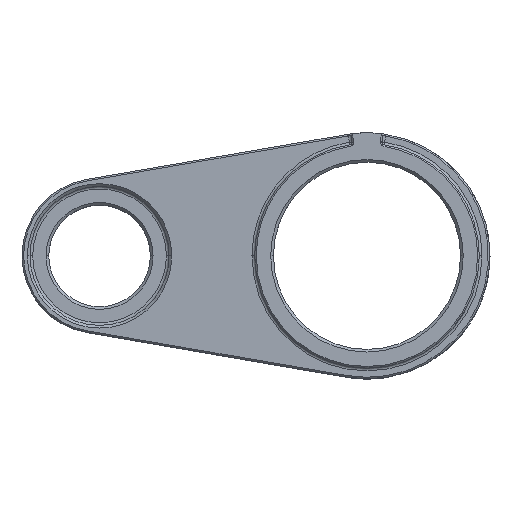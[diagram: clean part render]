
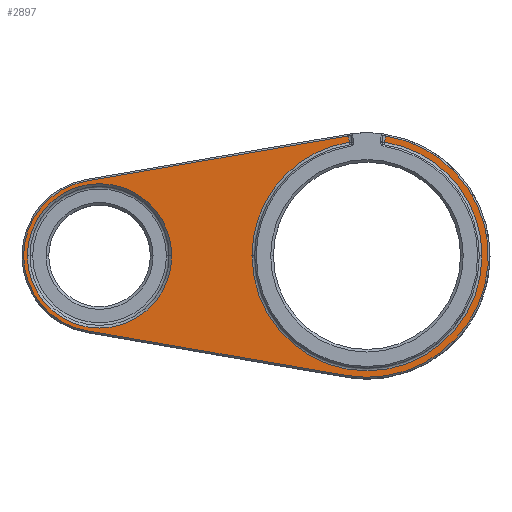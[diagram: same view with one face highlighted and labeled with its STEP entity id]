
A CAD part, top view. The second image highlights one B-rep face of the part: STEP entity #2897.
In plain terms, the highlighted planar face has unit normal (0, 0, 1).
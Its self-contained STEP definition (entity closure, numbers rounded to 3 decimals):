
#100 = CARTESIAN_POINT ( 'NONE',  ( -1.348, 6.405, 13. ) ) ;
#133 = VERTEX_POINT ( 'NONE', #1380 ) ;
#145 = CARTESIAN_POINT ( 'NONE',  ( -52.414, 13.993, 13. ) ) ;
#151 = DIRECTION ( 'NONE',  ( 0., 0., 1. ) ) ;
#170 = LINE ( 'NONE', #4072, #2392 ) ;
#257 = ORIENTED_EDGE ( 'NONE', *, *, #1951, .T. ) ;
#259 = AXIS2_PLACEMENT_3D ( 'NONE', #2325, #1474, #1147 ) ;
#261 = CARTESIAN_POINT ( 'NONE',  ( -21.5, 0., 13. ) ) ;
#295 = ORIENTED_EDGE ( 'NONE', *, *, #1681, .T. ) ;
#346 = VECTOR ( 'NONE', #2759, 1000. ) ;
#380 = DIRECTION ( 'NONE',  ( 0., 0., -1. ) ) ;
#405 = DIRECTION ( 'NONE',  ( 1., 0., 0. ) ) ;
#476 = CARTESIAN_POINT ( 'NONE',  ( 0., 0., 13. ) ) ;
#574 = EDGE_CURVE ( 'NONE', #1104, #3045, #3313, .T. ) ;
#613 = DIRECTION ( 'NONE',  ( 1., 0., 0. ) ) ;
#639 = DIRECTION ( 'NONE',  ( 1., 0., 0. ) ) ;
#777 = EDGE_CURVE ( 'NONE', #1124, #2755, #1840, .T. ) ;
#833 = CARTESIAN_POINT ( 'NONE',  ( -63.5, 0., 13. ) ) ;
#838 = AXIS2_PLACEMENT_3D ( 'NONE', #2574, #2516, #639 ) ;
#843 = VERTEX_POINT ( 'NONE', #833 ) ;
#860 = VERTEX_POINT ( 'NONE', #3094 ) ;
#937 = EDGE_CURVE ( 'NONE', #3894, #1124, #4125, .T. ) ;
#974 = CIRCLE ( 'NONE', #4161, 21.5 ) ;
#981 = VERTEX_POINT ( 'NONE', #261 ) ;
#1035 = EDGE_CURVE ( 'NONE', #2520, #3987, #3937, .T. ) ;
#1073 = DIRECTION ( 'NONE',  ( 1., 0., 0. ) ) ;
#1101 = VECTOR ( 'NONE', #3979, 1000. ) ;
#1104 = VERTEX_POINT ( 'NONE', #2312 ) ;
#1124 = VERTEX_POINT ( 'NONE', #3908 ) ;
#1138 = CARTESIAN_POINT ( 'NONE',  ( 21.5, 0., 13. ) ) ;
#1146 = ORIENTED_EDGE ( 'NONE', *, *, #3866, .T. ) ;
#1147 = DIRECTION ( 'NONE',  ( 1., 0., 0. ) ) ;
#1224 = VERTEX_POINT ( 'NONE', #2063 ) ;
#1239 = CARTESIAN_POINT ( 'NONE',  ( -64.2, 0., 13. ) ) ;
#1247 = ORIENTED_EDGE ( 'NONE', *, *, #937, .T. ) ;
#1352 = ORIENTED_EDGE ( 'NONE', *, *, #3975, .T. ) ;
#1361 = AXIS2_PLACEMENT_3D ( 'NONE', #2861, #4188, #613 ) ;
#1373 = AXIS2_PLACEMENT_3D ( 'NONE', #2285, #1992, #3194 ) ;
#1380 = CARTESIAN_POINT ( 'NONE',  ( -3.301, 21.245, 13. ) ) ;
#1395 = DIRECTION ( 'NONE',  ( 1., 0., 0. ) ) ;
#1397 = CARTESIAN_POINT ( 'NONE',  ( -52.414, 13.993, 13. ) ) ;
#1414 = CARTESIAN_POINT ( 'NONE',  ( -50., 0., 13. ) ) ;
#1427 = AXIS2_PLACEMENT_3D ( 'NONE', #3082, #2117, #4118 ) ;
#1474 = DIRECTION ( 'NONE',  ( 0., 0., 1. ) ) ;
#1502 = VECTOR ( 'NONE', #3179, 1000. ) ;
#1574 = CIRCLE ( 'NONE', #3739, 21.5 ) ;
#1578 = CIRCLE ( 'NONE', #1641, 13.5 ) ;
#1641 = AXIS2_PLACEMENT_3D ( 'NONE', #1414, #2726, #405 ) ;
#1681 = EDGE_CURVE ( 'NONE', #3987, #3894, #1851, .T. ) ;
#1686 = DIRECTION ( 'NONE',  ( 0., 0., 1. ) ) ;
#1687 = DIRECTION ( 'NONE',  ( 0., 0., -1. ) ) ;
#1733 = FACE_OUTER_BOUND ( 'NONE', #2636, .T. ) ;
#1741 = EDGE_CURVE ( 'NONE', #843, #4153, #1578, .T. ) ;
#1783 = DIRECTION ( 'NONE',  ( 1., 0., 0. ) ) ;
#1840 = CIRCLE ( 'NONE', #259, 22.7 ) ;
#1851 = CIRCLE ( 'NONE', #3467, 14.2 ) ;
#1951 = EDGE_CURVE ( 'NONE', #4153, #843, #3818, .T. ) ;
#1957 = ORIENTED_EDGE ( 'NONE', *, *, #574, .T. ) ;
#1982 = AXIS2_PLACEMENT_3D ( 'NONE', #3633, #1686, #1073 ) ;
#1992 = DIRECTION ( 'NONE',  ( 0., 0., -1. ) ) ;
#2033 = FACE_BOUND ( 'NONE', #2876, .T. ) ;
#2052 = LINE ( 'NONE', #100, #1101 ) ;
#2063 = CARTESIAN_POINT ( 'NONE',  ( -3.859, 22.37, 13. ) ) ;
#2117 = DIRECTION ( 'NONE',  ( 0., 0., -1. ) ) ;
#2127 = CIRCLE ( 'NONE', #838, 22.7 ) ;
#2188 = DIRECTION ( 'NONE',  ( -0.131, -0.991, 0. ) ) ;
#2285 = CARTESIAN_POINT ( 'NONE',  ( -50., 0., 13. ) ) ;
#2294 = CARTESIAN_POINT ( 'NONE',  ( -36.5, 0., 13. ) ) ;
#2312 = CARTESIAN_POINT ( 'NONE',  ( 3.301, 21.245, 13. ) ) ;
#2325 = CARTESIAN_POINT ( 'NONE',  ( 0., 0., 13. ) ) ;
#2392 = VECTOR ( 'NONE', #2188, 1000. ) ;
#2516 = DIRECTION ( 'NONE',  ( 0., 0., 1. ) ) ;
#2520 = VERTEX_POINT ( 'NONE', #1397 ) ;
#2553 = EDGE_CURVE ( 'NONE', #3045, #981, #1574, .T. ) ;
#2574 = CARTESIAN_POINT ( 'NONE',  ( 0., 0., 13. ) ) ;
#2600 = ORIENTED_EDGE ( 'NONE', *, *, #3084, .T. ) ;
#2631 = ORIENTED_EDGE ( 'NONE', *, *, #1035, .T. ) ;
#2636 = EDGE_LOOP ( 'NONE', ( #1247, #3283, #2600, #1957, #3354, #2956, #3350, #1352, #1146, #2631, #295 ) ) ;
#2726 = DIRECTION ( 'NONE',  ( 0., 0., -1. ) ) ;
#2755 = VERTEX_POINT ( 'NONE', #2935 ) ;
#2759 = DIRECTION ( 'NONE',  ( -0.985, -0.17, 0. ) ) ;
#2861 = CARTESIAN_POINT ( 'NONE',  ( -50., 0., 13. ) ) ;
#2876 = EDGE_LOOP ( 'NONE', ( #257, #3335 ) ) ;
#2897 = ADVANCED_FACE ( 'NONE', ( #2033, #1733 ), #3019, .T. ) ;
#2935 = CARTESIAN_POINT ( 'NONE',  ( 3.458, 22.435, 13. ) ) ;
#2956 = ORIENTED_EDGE ( 'NONE', *, *, #3419, .T. ) ;
#3019 = PLANE ( 'NONE',  #1982 ) ;
#3045 = VERTEX_POINT ( 'NONE', #1138 ) ;
#3056 = LINE ( 'NONE', #145, #346 ) ;
#3082 = CARTESIAN_POINT ( 'NONE',  ( 0., 0., 13. ) ) ;
#3084 = EDGE_CURVE ( 'NONE', #2755, #1104, #170, .T. ) ;
#3094 = CARTESIAN_POINT ( 'NONE',  ( -3.458, 22.435, 13. ) ) ;
#3097 = CARTESIAN_POINT ( 'NONE',  ( -52.414, -13.993, 13. ) ) ;
#3179 = DIRECTION ( 'NONE',  ( 0.985, -0.17, 0. ) ) ;
#3194 = DIRECTION ( 'NONE',  ( 1., 0., 0. ) ) ;
#3283 = ORIENTED_EDGE ( 'NONE', *, *, #777, .T. ) ;
#3297 = CARTESIAN_POINT ( 'NONE',  ( 0., 0., 13. ) ) ;
#3313 = CIRCLE ( 'NONE', #1427, 21.5 ) ;
#3316 = CARTESIAN_POINT ( 'NONE',  ( -50., 0., 13. ) ) ;
#3335 = ORIENTED_EDGE ( 'NONE', *, *, #1741, .T. ) ;
#3338 = DIRECTION ( 'NONE',  ( 1., 0., 0. ) ) ;
#3350 = ORIENTED_EDGE ( 'NONE', *, *, #3370, .T. ) ;
#3354 = ORIENTED_EDGE ( 'NONE', *, *, #2553, .T. ) ;
#3370 = EDGE_CURVE ( 'NONE', #133, #860, #2052, .T. ) ;
#3419 = EDGE_CURVE ( 'NONE', #981, #133, #974, .T. ) ;
#3467 = AXIS2_PLACEMENT_3D ( 'NONE', #3316, #151, #1395 ) ;
#3633 = CARTESIAN_POINT ( 'NONE',  ( -50., 0., 13. ) ) ;
#3739 = AXIS2_PLACEMENT_3D ( 'NONE', #476, #1687, #1783 ) ;
#3818 = CIRCLE ( 'NONE', #1373, 13.5 ) ;
#3866 = EDGE_CURVE ( 'NONE', #1224, #2520, #3056, .T. ) ;
#3894 = VERTEX_POINT ( 'NONE', #3097 ) ;
#3908 = CARTESIAN_POINT ( 'NONE',  ( -3.859, -22.37, 13. ) ) ;
#3937 = CIRCLE ( 'NONE', #1361, 14.2 ) ;
#3975 = EDGE_CURVE ( 'NONE', #860, #1224, #2127, .T. ) ;
#3979 = DIRECTION ( 'NONE',  ( -0.131, 0.991, 0. ) ) ;
#3987 = VERTEX_POINT ( 'NONE', #1239 ) ;
#4072 = CARTESIAN_POINT ( 'NONE',  ( -0.356, -6.536, 13. ) ) ;
#4118 = DIRECTION ( 'NONE',  ( 1., 0., 0. ) ) ;
#4125 = LINE ( 'NONE', #4170, #1502 ) ;
#4153 = VERTEX_POINT ( 'NONE', #2294 ) ;
#4161 = AXIS2_PLACEMENT_3D ( 'NONE', #3297, #380, #3338 ) ;
#4170 = CARTESIAN_POINT ( 'NONE',  ( -3.859, -22.37, 13. ) ) ;
#4188 = DIRECTION ( 'NONE',  ( 0., 0., 1. ) ) ;
